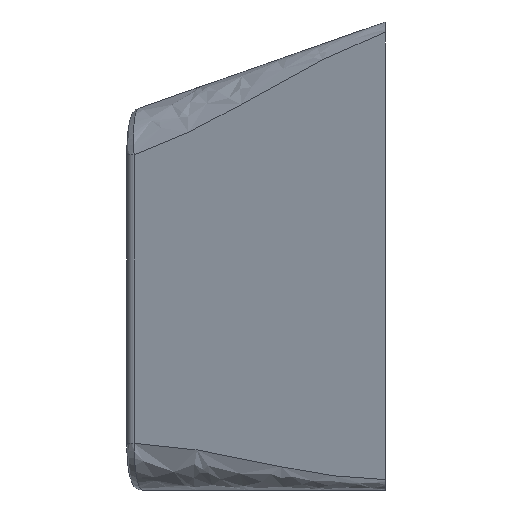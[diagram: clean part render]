
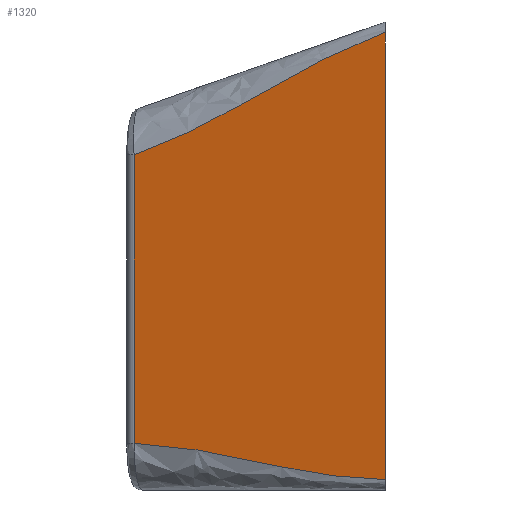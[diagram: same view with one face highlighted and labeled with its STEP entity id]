
A CAD part, left-side view. The second image highlights one B-rep face of the part: STEP entity #1320.
In plain terms, the highlighted planar face has unit normal (-0.958, 0.287, 0).
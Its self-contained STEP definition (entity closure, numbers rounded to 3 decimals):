
#1011=EDGE_CURVE('',#1012,#1014,#1016,.F.);
#1012=VERTEX_POINT('',#1013);
#1013=CARTESIAN_POINT('',(0.0,0.0,-0.384));
#1014=VERTEX_POINT('',#1015);
#1015=CARTESIAN_POINT('',(0.0,0.0,-17.6));
#1016=LINE('',#1017,#1018);
#1017=CARTESIAN_POINT('',(0.0,0.0,0.0));
#1018=VECTOR('',#1019,1.0);
#1019=DIRECTION('',(0.0,0.0,1.0));
#1320=ADVANCED_FACE('',(#1321),#1360,.F.);
#1321=FACE_BOUND('',#1322,.T.);
#1322=EDGE_LOOP('',(#1323,#1338,#1346,#1359));
#1323=ORIENTED_EDGE('',*,*,#1324,.T.);
#1324=EDGE_CURVE('',#1012,#1325,#1327,.T.);
#1325=VERTEX_POINT('',#1326);
#1326=CARTESIAN_POINT('',(2.899,9.664,-5.108));
#1327=B_SPLINE_CURVE_WITH_KNOTS('',3,(#1328,#1329,#1330,#1331,#1332,#1333,#1334,#1335,#1336,#1337),.UNSPECIFIED.,.F.,.U.,(4,3,3,4),(-0.023,0.0,0.011,0.035),.UNSPECIFIED.);
#1328=CARTESIAN_POINT('',(-6.332,-21.107,7.004));
#1329=CARTESIAN_POINT('',(-4.233,-14.108,4.554));
#1330=CARTESIAN_POINT('',(-2.133,-7.11,2.105));
#1331=CARTESIAN_POINT('',(-0.033,-0.111,-0.345));
#1332=CARTESIAN_POINT('',(0.967,3.223,-1.511));
#1333=CARTESIAN_POINT('',(1.851,6.168,-3.885));
#1334=CARTESIAN_POINT('',(2.851,9.502,-5.052));
#1335=CARTESIAN_POINT('',(5.0,16.667,-7.559));
#1336=CARTESIAN_POINT('',(7.149,23.832,-10.067));
#1337=CARTESIAN_POINT('',(9.299,30.996,-12.575));
#1338=ORIENTED_EDGE('',*,*,#1339,.T.);
#1339=EDGE_CURVE('',#1325,#1340,#1342,.T.);
#1340=VERTEX_POINT('',#1341);
#1341=CARTESIAN_POINT('',(2.899,9.664,-16.205));
#1342=LINE('',#1343,#1344);
#1343=CARTESIAN_POINT('',(2.899,9.664,0.0));
#1344=VECTOR('',#1345,1.0);
#1345=DIRECTION('',(0.0,0.0,-1.0));
#1346=ORIENTED_EDGE('',*,*,#1347,.T.);
#1347=EDGE_CURVE('',#1340,#1014,#1348,.T.);
#1348=B_SPLINE_CURVE_WITH_KNOTS('',3,(#1349,#1350,#1351,#1352,#1353,#1354,#1355,#1356,#1357,#1358),.UNSPECIFIED.,.F.,.U.,(4,3,3,4),(-0.032,-0.01,0.0,0.021),.UNSPECIFIED.);
#1349=CARTESIAN_POINT('',(9.235,30.783,-16.2));
#1350=CARTESIAN_POINT('',(7.157,23.855,-16.2));
#1351=CARTESIAN_POINT('',(5.078,16.928,-16.2));
#1352=CARTESIAN_POINT('',(3.0,10.0,-16.2));
#1353=CARTESIAN_POINT('',(2.0,6.667,-16.2));
#1354=CARTESIAN_POINT('',(1.0,3.333,-17.6));
#1355=CARTESIAN_POINT('',(0.,0.,-17.6));
#1356=CARTESIAN_POINT('',(-2.052,-6.841,-17.6));
#1357=CARTESIAN_POINT('',(-4.104,-13.681,-17.6));
#1358=CARTESIAN_POINT('',(-6.157,-20.522,-17.6));
#1359=ORIENTED_EDGE('',*,*,#1011,.F.);
#1360=PLANE('',#1361);
#1361=AXIS2_PLACEMENT_3D('',#1362,#1363,#1364);
#1362=CARTESIAN_POINT('',(0.,0.,0.0));
#1363=DIRECTION('',(0.958,-0.287,0.0));
#1364=DIRECTION('',(0.287,0.958,0.0));
